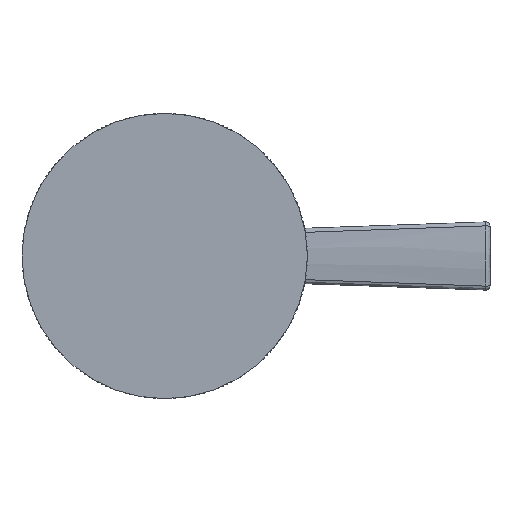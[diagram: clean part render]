
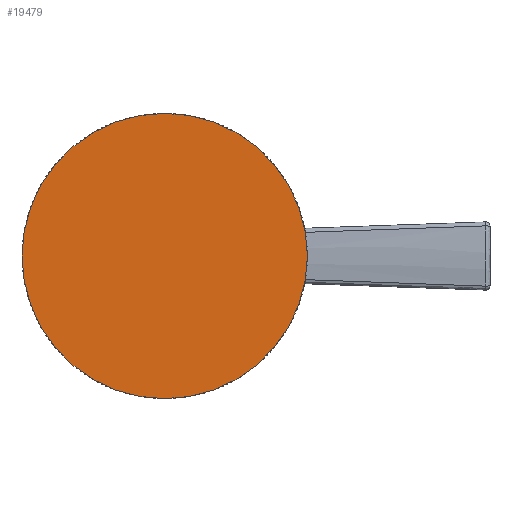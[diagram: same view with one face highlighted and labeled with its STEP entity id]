
A CAD part, front view. The second image highlights one B-rep face of the part: STEP entity #19479.
In plain terms, the highlighted planar face has unit normal (0, -1, 0).
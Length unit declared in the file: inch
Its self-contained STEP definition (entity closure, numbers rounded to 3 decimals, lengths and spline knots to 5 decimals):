
#6906=CARTESIAN_POINT('',(0.,0.,0.));
#6907=DIRECTION('',(0.,-1.,0.));
#6908=DIRECTION('',(1.,0.,0.));
#6909=AXIS2_PLACEMENT_3D('',#6906,#6907,#6908);
#6911=CARTESIAN_POINT('',(0.,0.,0.));
#6912=DIRECTION('',(0.,1.,0.));
#6913=DIRECTION('',(1.,0.,0.));
#6914=AXIS2_PLACEMENT_3D('',#6911,#6912,#6913);
#7847=CARTESIAN_POINT('',(1.25,0.,0.));
#7849=VERTEX_POINT('',#7847);
#7855=CARTESIAN_POINT('',(-1.25,0.,0.));
#7857=VERTEX_POINT('',#7855);
#19470=CARTESIAN_POINT('',(0.,0.,0.));
#19471=DIRECTION('',(0.,1.,0.));
#19472=DIRECTION('',(-1.,0.,0.));
#19473=AXIS2_PLACEMENT_3D('',#19470,#19471,#19472);
#19474=PLANE('',#19473);
#19475=ORIENTED_EDGE('',*,*,#19449,.F.);
#19476=ORIENTED_EDGE('',*,*,#19465,.T.);
#19477=EDGE_LOOP('',(#19475,#19476));
#19478=FACE_OUTER_BOUND('',#19477,.F.);
#19479=ADVANCED_FACE('',(#19478),#19474,.F.);
#6910=CIRCLE('',#6909,1.25);
#6915=CIRCLE('',#6914,1.25);
#19449=EDGE_CURVE('',#7849,#7857,#6910,.T.);
#19465=EDGE_CURVE('',#7849,#7857,#6915,.T.);
